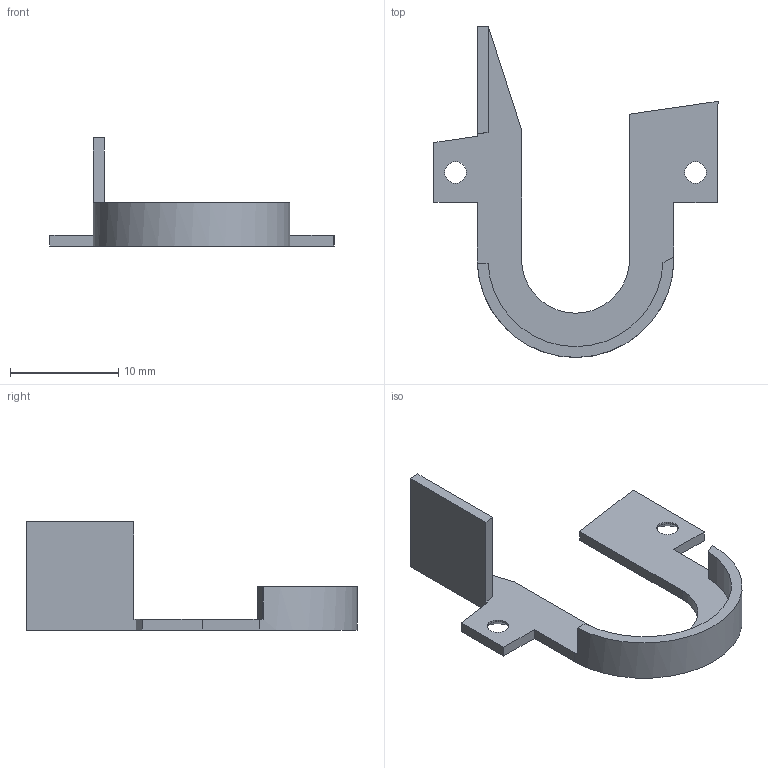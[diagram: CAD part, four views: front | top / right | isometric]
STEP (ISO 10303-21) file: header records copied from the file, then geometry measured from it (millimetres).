
FILE_DESCRIPTION(/* description */ (''),/* implementation_level */ '2;1');
FILE_NAME(/* name */ 'Horseshoe.step',/* time_stamp */ '2022-02-20T14:33:32+01:00',/* author */ (''),/* organization */ (''),/* preprocessor_version */ 'ST-DEVELOPER v18.1',/* originating_system */ 'Autodesk Translation Framework v10.13.0.1454',/* authorisation */ '');
FILE_SCHEMA (('AUTOMOTIVE_DESIGN { 1 0 10303 214 3 1 1 }'));
Length unit declared in the file: millimetre
Products named in the file (1): Horseshoe
Bounding box: 26.28 x 30.61 x 10 mm (x, y, z)
Volume: 437.8 mm3; surface area: 1055.1 mm2
Topology: 1 solids, 1 shells, 29 faces, 78 edges, 51 vertices
Faces by surface type: plane 22, cylinder 5, cone 2
Full cylindrical faces by diameter (mm): 2 x2
Entity records: 942 total; most frequent: CARTESIAN_POINT 159, ORIENTED_EDGE 156, DIRECTION 151, EDGE_CURVE 78, LINE 65, VECTOR 65, VERTEX_POINT 51, AXIS2_PLACEMENT_3D 43
